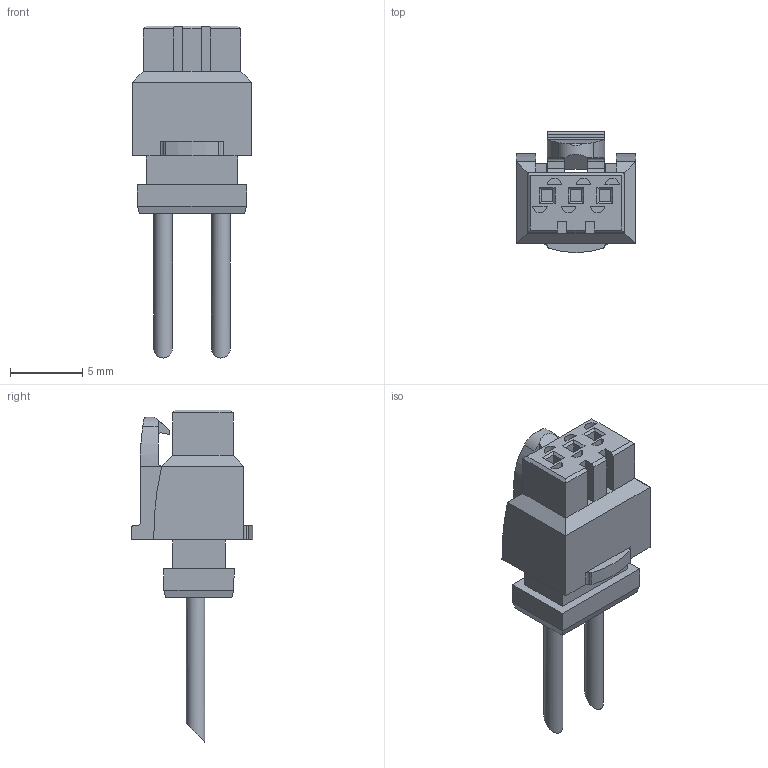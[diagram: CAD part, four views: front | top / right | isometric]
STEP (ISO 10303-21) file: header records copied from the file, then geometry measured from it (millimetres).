
FILE_DESCRIPTION(/* description */ ('STEP AP214'),/* implementation_level */ '2;1');
FILE_NAME(/* name */ '566656_NEBV-H1G2-KN-2_5-N-LE2',/* time_stamp */ '2024-09-12T20:25:21+02:00',/* author */ ('License CC BY-ND 4.0'),/* organization */ ('CADENAS'),/* preprocessor_version */ 'ST-DEVELOPER v19.3',/* originating_system */ 'PARTsolutions',/* authorisation */ ' ');
FILE_SCHEMA (('AUTOMOTIVE_DESIGN {1 0 10303 214 3 1 1}'));
Length unit declared in the file: millimetre
Products named in the file (1): 566656 NEBV-H1G2-KN-2.5-N-LE2
Bounding box: 8.26 x 8.4 x 23 mm (x, y, z)
Volume: 509.8 mm3; surface area: 695.9 mm2
Topology: 1 solids, 1 shells, 142 faces, 351 edges, 222 vertices
Faces by surface type: plane 109, cylinder 33
Full cylindrical faces by diameter (mm): 1.3 x2
Entity records: 5127 total; most frequent: CARTESIAN_POINT 738, ORIENTED_EDGE 694, DIRECTION 679, EDGE_CURVE 347, LINE 283, VECTOR 283, VERTEX_POINT 220, AXIS2_PLACEMENT_3D 198
